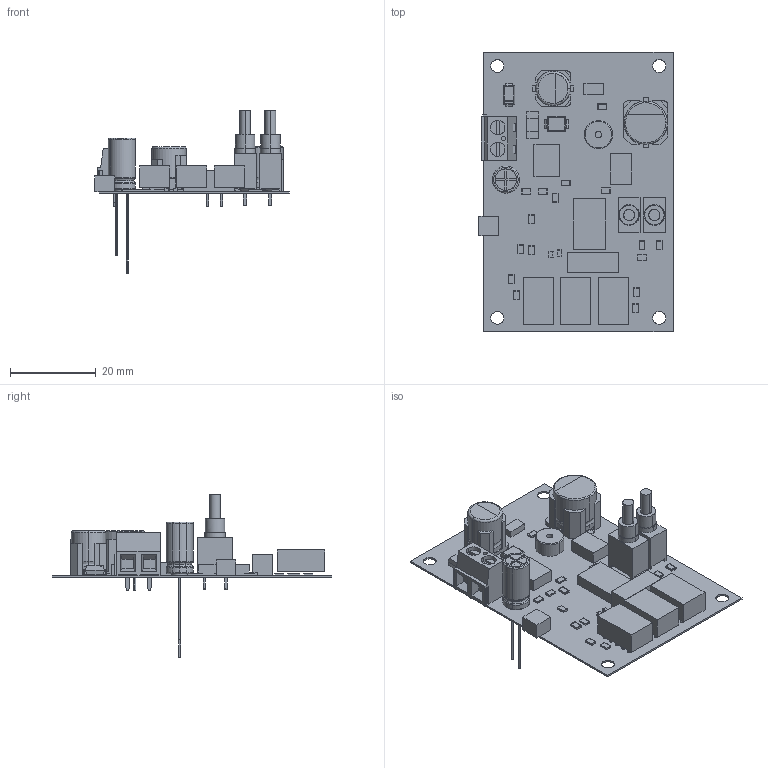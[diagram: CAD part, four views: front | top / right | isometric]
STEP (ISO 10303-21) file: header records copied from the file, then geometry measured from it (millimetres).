
FILE_DESCRIPTION(('Open CASCADE Model'),'2;1');
FILE_NAME('Open CASCADE Shape Model','2023-06-10T13:59:04',('Author'),( 'Open CASCADE'),'Open CASCADE STEP processor 7.5','Open CASCADE 7.5' ,'Unknown');
FILE_SCHEMA(('AUTOMOTIVE_DESIGN { 1 0 10303 214 1 1 1 1 }'));
Length unit declared in the file: millimetre
Products named in the file (101): PCB; Board; Open CASCADE STEP translator 7.5 2.1.1; C6; 7153011968; Z1; 6058430832; Extruded; SB2; 6049618768; Body1; Body2; SB1; XS1; 6049621648; VD3; US1A-13-F; VD2; SZ1SMB5929BT3G; C2; 6049619808; C4; TACL226M005RTA; C3; C1; UVY2G010MED1TD; HG3; 6058430512; HG2; HG1; HA1; 6049619488; FU1; 6058428992; 6058428752; DA1; 6058429312; VT1; 6058429152; VD1 ...
Assembly tree (119 placements, depth 5):
  PCB
    Board
      Open CASCADE STEP translator 7.5 2.1.1
    C6
      7153011968
    Z1
      6058430832
        Extruded
    SB2
      6049618768
        Body1
        Body2
    SB1
      6049618768
        Body1
        Body2
    XS1
      6049621648
    VD3
      US1A-13-F
    VD2
      SZ1SMB5929BT3G
    C2
      6049619808
    C4
      TACL226M005RTA
    C3
      TACL226M005RTA
    C1
      UVY2G010MED1TD
    HG3
      6058430512
        Extruded
    HG2
      6058430512
        Extruded
    HG1
      6058430512
        Extruded
    HA1
      6049619488
    FU1
      6058428992  x2
        Extruded
      6058428752
        Extruded
    DA1
      6058429312
        Extruded
    VT1
      6058429152
        Extruded
    VD1
      6058428032
        Extruded
    R14
      6049618688
        Mid Body
        Terminal  x2
          Open CASCADE STEP translator 7.5 6.2.1
Bounding box: 45.28 x 65.25 x 37.84 mm (x, y, z)
Volume: 6837.3 mm3; surface area: 12694.4 mm2
Topology: 118 solids, 118 shells, 1615 faces, 3984 edges, 2597 vertices
Faces by surface type: plane 1243, cylinder 288, bspline 32, sphere 32, torus 20
Full cylindrical faces by diameter (mm): 0.7 x32, 0.9 x2, 1.1 x6, 3 x4
Entity records: 38044 total; most frequent: CARTESIAN_POINT 7364, DIRECTION 5356, ORIENTED_EDGE 5248, EDGE_CURVE 2624, LINE 1902, VECTOR 1902, AXIS2_PLACEMENT_3D 1727, VERTEX_POINT 1713
